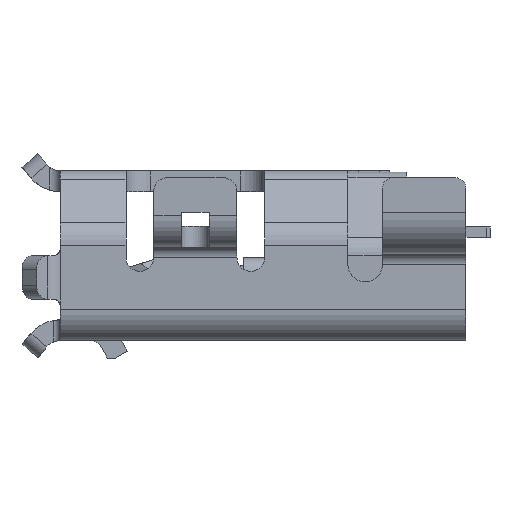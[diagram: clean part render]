
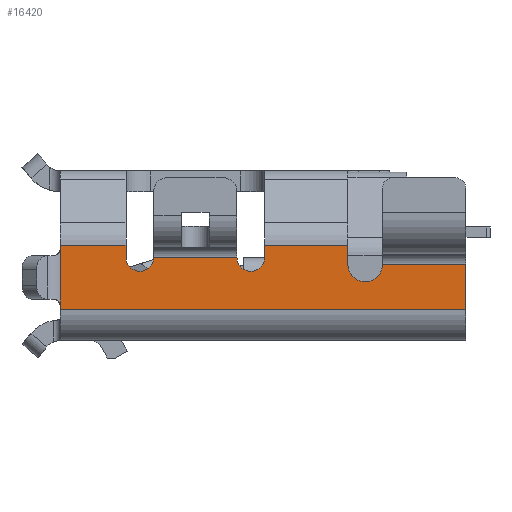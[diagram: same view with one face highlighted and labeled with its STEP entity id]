
A CAD part, left-side view. The second image highlights one B-rep face of the part: STEP entity #16420.
In plain terms, the highlighted face is planar.
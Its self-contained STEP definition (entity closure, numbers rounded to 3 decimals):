
#710=CARTESIAN_POINT('',(3.75,-1.1,1.725));
#720=VERTEX_POINT('',#710);
#3460=CARTESIAN_POINT('',(3.75,-1.324,-2.925
));
#3470=VERTEX_POINT('',#3460);
#4880=CARTESIAN_POINT('',(3.75,-1.374,-2.925));
#4890=DIRECTION('',(0.,0.,1.));
#4900=VECTOR('',#4890,0.95);
#4910=LINE('',#4880,#4900);
#4920=CARTESIAN_POINT('',(3.75,-1.374,-2.925));
#4930=VERTEX_POINT('',#4920);
#4940=CARTESIAN_POINT('',(3.75,-1.374,-1.975));
#4950=VERTEX_POINT('',#4940);
#4960=EDGE_CURVE('',#4930,#4950,#4910,.T.);
#5370=CARTESIAN_POINT('',(3.75,-1.374,1.225));
#5380=VERTEX_POINT('',#5370);
#5410=CARTESIAN_POINT('',(3.75,-1.374,0.025));
#5420=DIRECTION('',(0.,0.,1.));
#5430=VECTOR('',#5420,1.2);
#5440=LINE('',#5410,#5430);
#5450=CARTESIAN_POINT('',(3.75,-1.374,0.025));
#5460=VERTEX_POINT('',#5450);
#5470=EDGE_CURVE('',#5460,#5380,#5440,.T.);
#6420=CARTESIAN_POINT('',(3.75,-1.2,-1.975));
#6430=VERTEX_POINT('',#6420);
#6460=CARTESIAN_POINT('',(3.75,-1.2,-1.975));
#6470=DIRECTION('',(0.,-1.,0.));
#6480=VECTOR('',#6470,0.174);
#6490=LINE('',#6460,#6480);
#6500=EDGE_CURVE('',#6430,#4950,#6490,.T.);
#15350=CARTESIAN_POINT('',(3.75,-1.1,1.225));
#15360=VERTEX_POINT('',#15350);
#15390=CARTESIAN_POINT('',(3.75,-1.374,1.225));
#15400=DIRECTION('',(0.,1.,0.));
#15410=VECTOR('',#15400,0.274);
#15420=LINE('',#15390,#15410);
#15430=EDGE_CURVE('',#5380,#15360,#15420,.T.);
#15480=CARTESIAN_POINT('',(3.75,0.,-2.925));
#15490=DIRECTION('',(-1.,-0.,-0.));
#15500=DIRECTION('',(0.,0.,-1.));
#15510=AXIS2_PLACEMENT_3D('',#15480,#15490,#15500);
#15520=PLANE('',#15510);
#15530=CARTESIAN_POINT('',(3.75,-1.374,-2.925));
#15540=DIRECTION('',(0.,1.,
0.));
#15550=VECTOR('',#15540,0.05);
#15560=LINE('',#15530,#15550);
#15570=EDGE_CURVE('',#4930,#3470,#15560,.T.);
#15580=ORIENTED_EDGE('',*,*,#15570,.T.);
#15590=ORIENTED_EDGE('',*,*,#4960,.F.);
#15600=ORIENTED_EDGE('',*,*,#6500,.T.);
#15610=CARTESIAN_POINT('',(3.75,-1.2,-1.775));
#15620=DIRECTION('',(1.,0.,0.));
#15630=DIRECTION('',(0.,0.,-1.));
#15640=AXIS2_PLACEMENT_3D('',#15610,#15620,#15630);
#15650=CIRCLE('',#15640,0.2);
#15660=CARTESIAN_POINT('',(3.75,-1.2,-1.575));
#15670=VERTEX_POINT('',#15660);
#15680=EDGE_CURVE('',#6430,#15670,#15650,.T.);
#15690=ORIENTED_EDGE('',*,*,#15680,.F.);
#15700=CARTESIAN_POINT('',(3.75,-1.2,-1.575));
#15710=DIRECTION('',(0.,0.,1.));
#15720=VECTOR('',#15710,1.2);
#15730=LINE('',#15700,#15720);
#15740=CARTESIAN_POINT('',(3.75,-1.2,-0.375));
#15750=VERTEX_POINT('',#15740);
#15760=EDGE_CURVE('',#15670,#15750,#15730,.T.);
#15770=ORIENTED_EDGE('',*,*,#15760,.F.);
#15780=CARTESIAN_POINT('',(3.75,-1.2,-0.175));
#15790=DIRECTION('',(1.,0.,0.));
#15800=DIRECTION('',(0.,0.,-1.));
#15810=AXIS2_PLACEMENT_3D('',#15780,#15790,#15800);
#15820=CIRCLE('',#15810,0.2);
#15830=CARTESIAN_POINT('',(3.75,-1.2,0.025));
#15840=VERTEX_POINT('',#15830);
#15850=EDGE_CURVE('',#15750,#15840,#15820,.T.);
#15860=ORIENTED_EDGE('',*,*,#15850,.F.);
#15870=CARTESIAN_POINT('',(3.75,-1.374,0.025));
#15880=DIRECTION('',(0.,1.,0.));
#15890=VECTOR('',#15880,0.174);
#15900=LINE('',#15870,#15890);
#15910=EDGE_CURVE('',#5460,#15840,#15900,.T.);
#15920=ORIENTED_EDGE('',*,*,#15910,.T.);
#15930=ORIENTED_EDGE('',*,*,#5470,.F.);
#15940=ORIENTED_EDGE('',*,*,#15430,.F.);
#15950=CARTESIAN_POINT('',(3.75,-1.1,1.475));
#15960=DIRECTION('',(1.,0.,0.));
#15970=DIRECTION('',(0.,0.,-1.));
#15980=AXIS2_PLACEMENT_3D('',#15950,#15960,#15970);
#15990=CIRCLE('',#15980,0.25);
#16000=EDGE_CURVE('',#15360,#720,#15990,.T.);
#16010=ORIENTED_EDGE('',*,*,#16000,.F.);
#16020=CARTESIAN_POINT('',(3.75,-1.1,1.725));
#16030=DIRECTION('',(0.,0.,1.));
#16040=VECTOR('',#16030,1.2);
#16050=LINE('',#16020,#16040);
#16060=CARTESIAN_POINT('',(3.75,-1.1,2.925));
#16070=VERTEX_POINT('',#16060);
#16080=EDGE_CURVE('',#720,#16070,#16050,.T.);
#16090=ORIENTED_EDGE('',*,*,#16080,.F.);
#16100=CARTESIAN_POINT('',(3.75,-0.45,2.925));
#16110=DIRECTION('',(0.,-1.,0.));
#16120=VECTOR('',#16110,0.65);
#16130=LINE('',#16100,#16120);
#16140=CARTESIAN_POINT('',(3.75,-0.45,2.925));
#16150=VERTEX_POINT('',#16140);
#16160=EDGE_CURVE('',#16150,#16070,#16130,.T.);
#16170=ORIENTED_EDGE('',*,*,#16160,.T.);
#16180=CARTESIAN_POINT('',(3.75,-0.45,2.925));
#16190=DIRECTION('',(0.,0.,1.));
#16200=VECTOR('',#16190,1.);
#16210=LINE('',#16180,#16200);
#16220=CARTESIAN_POINT('',(3.75,-0.45,-2.925));
#16230=VERTEX_POINT('',#16220);
#16240=EDGE_CURVE('',#16230,#16150,#16210,.T.);
#16250=ORIENTED_EDGE('',*,*,#16240,.T.);
#16260=CARTESIAN_POINT('',(3.75,-0.5,
-2.925));
#16270=DIRECTION('',(0.,1.,
0.));
#16280=VECTOR('',#16270,0.05);
#16290=LINE('',#16260,#16280);
#16300=CARTESIAN_POINT('',(3.75,-0.5,-2.925));
#16310=VERTEX_POINT('',#16300);
#16320=EDGE_CURVE('',#16310,#16230,#16290,.T.);
#16330=ORIENTED_EDGE('',*,*,#16320,.T.);
#16340=CARTESIAN_POINT('',(3.75,-1.324,
-2.925));
#16350=DIRECTION('',(0.,1.,0.));
#16360=VECTOR('',#16350,0.824);
#16370=LINE('',#16340,#16360);
#16380=EDGE_CURVE('',#3470,#16310,#16370,.T.);
#16390=ORIENTED_EDGE('',*,*,#16380,.T.);
#16400=EDGE_LOOP('',(#16390,#16330,#16250,#16170,#16090,#16010,#15940,
#15930,#15920,#15860,#15770,#15690,#15600,#15590,#15580));
#16410=FACE_OUTER_BOUND('',#16400,.T.);
#16420=ADVANCED_FACE('',(#16410),#15520,.F.);
